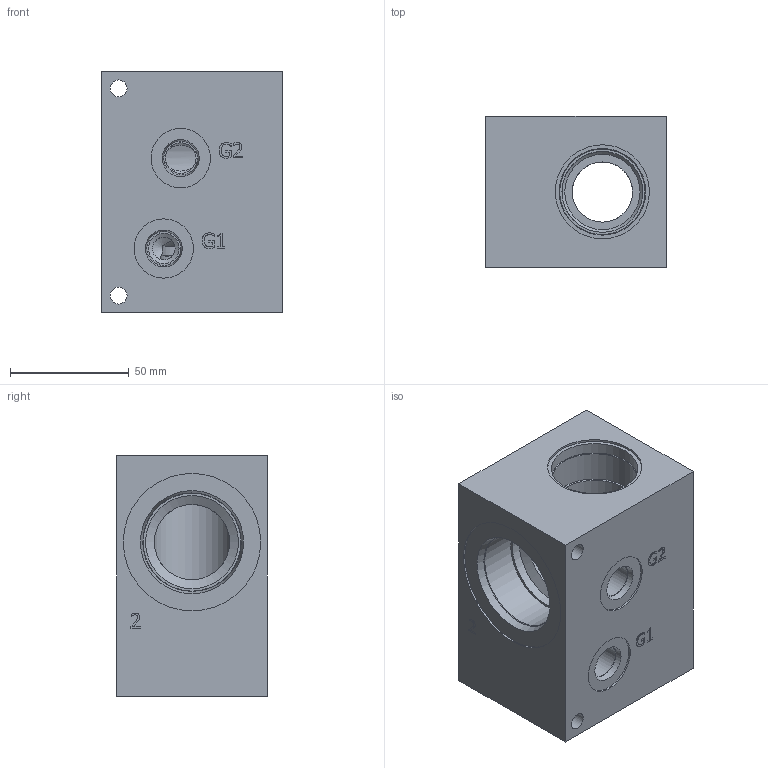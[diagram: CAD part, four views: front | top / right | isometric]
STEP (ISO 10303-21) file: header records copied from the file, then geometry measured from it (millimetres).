
FILE_DESCRIPTION(/* description */ (''),/* implementation_level */ '2;1');
FILE_NAME(/* name */ '_T16ACB20S_G.stp',/* time_stamp */ '2021-05-24T15:20:38-04:00',/* author */ ('anthonyv'),/* organization */ (''),/* preprocessor_version */ 'ST-DEVELOPER v18.1',/* originating_system */ 'Autodesk Inventor 2021',/* authorisation */ '');
FILE_SCHEMA (('AUTOMOTIVE_DESIGN { 1 0 10303 214 3 1 1 }'));
Length unit declared in the file: millimetre
Products named in the file (1): Part_AT16ACB20S~G.C13721R0_3D
Bounding box: 76.2 x 63.5 x 101.6 mm (x, y, z)
Volume: 335646.4 mm3; surface area: 54415.4 mm2
Topology: 1 solids, 1 shells, 512 faces, 1419 edges, 952 vertices
Faces by surface type: plane 305, bspline 163, cylinder 27, cone 17
Full cylindrical faces by diameter (mm): 7.137 x2, 9.525 x1, 12.9 x1, 12.903 x1, 14.275 x2, 14.529 x2, 25.019 x2, 25.4 x1, 31.75 x2, 34.112 x1, 35.992 x1, 36.525 x1, 39.218 x2, 39.675 x1, 41.28 x2, 41.758 x2, 57.963 x2
Entity records: 17805 total; most frequent: CARTESIAN_POINT 5234, ORIENTED_EDGE 2838, DIRECTION 1871, EDGE_CURVE 1419, LINE 975, VECTOR 975, VERTEX_POINT 952, EDGE_LOOP 567
